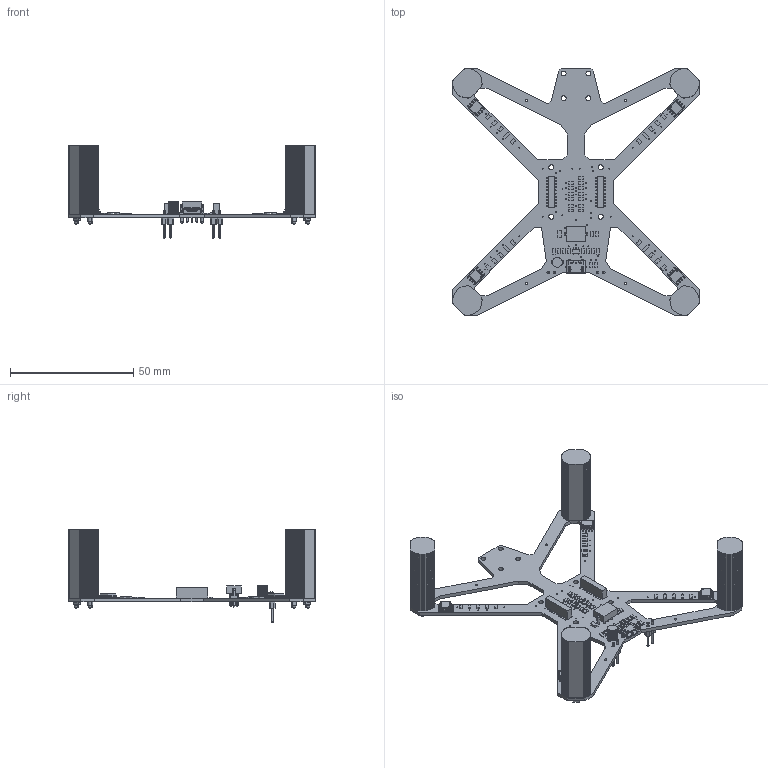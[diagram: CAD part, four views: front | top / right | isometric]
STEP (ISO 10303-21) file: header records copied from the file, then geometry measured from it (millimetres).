
FILE_DESCRIPTION(('PCB Model'),'2;1');
FILE_NAME('FR4_Frame_Basic.STEP' ,'2019-05-18T17:26:45',('suku'),('Unspecified'), 'Open CASCADE STEP processor 6.8','Proteus','Unknown');
FILE_SCHEMA(('CONFIG_CONTROL_DESIGN','SHAPE_APPEARANCE_LAYER_MIM'));
Length unit declared in the file: millimetre
Products named in the file (141): Open CASCADE STEP translator 6.8 1; Layer_1; M1; Open CASCADE STEP translator 6.8 1.2.1; Body_1; Pin_1; Pin_2; M2; M3; M4; U5; Open CASCADE STEP translator 6.8 1.6.1; SOLID; COMPOUND; WIRE; Q1; Open CASCADE STEP translator 6.8 1.7.1; D2; Open CASCADE STEP translator 6.8 1.8.1; R22; Open CASCADE STEP translator 6.8 1.9.1; Q2; Open CASCADE STEP translator 6.8 1.10.1; D5; D8; D11; Q3; Open CASCADE STEP translator 6.8 1.14.1; L2; Open CASCADE STEP translator 6.8 1.15.1; R34; D14; Open CASCADE STEP translator 6.8 1.17.1; U2; Open CASCADE STEP translator 6.8 1.18.1; Pin_3; Pin_4; Pin_5; R6; R7 ...
Assembly tree (193 placements, depth 6):
  Open CASCADE STEP translator 6.8 1
    Layer_1
    M1
      Open CASCADE STEP translator 6.8 1.2.1
        Body_1
        Pin_1
        Pin_2
    M2
      Open CASCADE STEP translator 6.8 1.2.1
        Body_1
        Pin_1
        Pin_2
    M3
      Open CASCADE STEP translator 6.8 1.2.1
        Body_1
        Pin_1
        Pin_2
    M4
      Open CASCADE STEP translator 6.8 1.2.1
        Body_1
        Pin_1
        Pin_2
    U5
      Open CASCADE STEP translator 6.8 1.6.1
        Body_1
          SOLID
          COMPOUND
            WIRE
            WIRE
            WIRE
            WIRE
            WIRE
            WIRE
            WIRE
            WIRE
            WIRE
            WIRE
            WIRE
            WIRE
            WIRE
            WIRE
            WIRE
    Q1
      Open CASCADE STEP translator 6.8 1.7.1
        Body_1
    D2
      Open CASCADE STEP translator 6.8 1.8.1
        Body_1
    R22
      Open CASCADE STEP translator 6.8 1.9.1
        Body_1
        Pin_1
        Pin_2
    Q2
      Open CASCADE STEP translator 6.8 1.10.1
        Body_1
    D5
      Open CASCADE STEP translator 6.8 1.8.1
        Body_1
    D8
Bounding box: 100 x 100 x 37.92 mm (x, y, z)
Volume: 18386 mm3; surface area: 17464.4 mm2
Topology: 184 solids, 184 shells, 3354 faces, 8884 edges, 5876 vertices
Faces by surface type: plane 2357, cylinder 905, sphere 88, revolution 4
Entity records: 52987 total; most frequent: CARTESIAN_POINT 8356, DIRECTION 7693, ORIENTED_EDGE 7376, EDGE_CURVE 3688, AXIS2_PLACEMENT_3D 2605, LINE 2479, VECTOR 2479, VERTEX_POINT 2412
